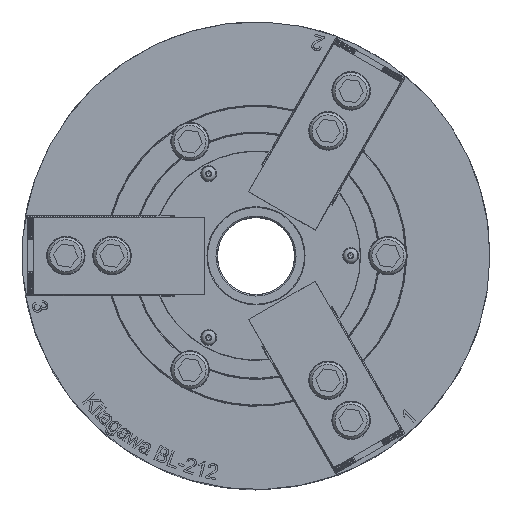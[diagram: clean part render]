
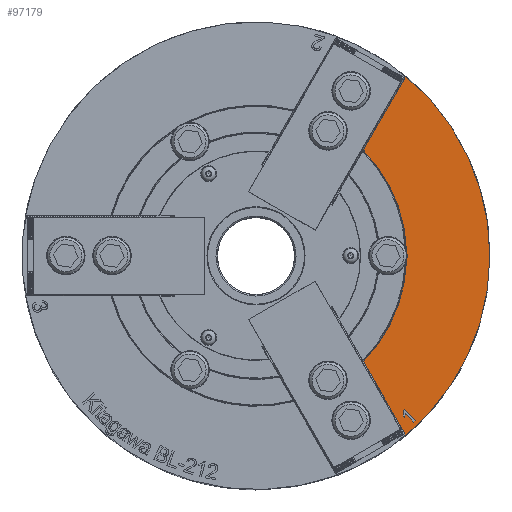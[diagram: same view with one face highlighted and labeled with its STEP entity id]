
A CAD part, top view. The second image highlights one B-rep face of the part: STEP entity #97179.
In plain terms, the highlighted planar face has unit normal (0, 0, 1).
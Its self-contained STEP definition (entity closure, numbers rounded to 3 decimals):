
#113=B_SPLINE_CURVE_WITH_KNOTS('',3,(#143817,#143818,#143819,#143820,#143821,
#143822),.UNSPECIFIED.,.F.,.F.,(4,2,4),(0.,0.499,1.),
 .UNSPECIFIED.);
#114=B_SPLINE_CURVE_WITH_KNOTS('',3,(#143826,#143827,#143828,#143829,#143830,
#143831),.UNSPECIFIED.,.F.,.F.,(4,2,4),(0.,0.5,1.),
 .UNSPECIFIED.);
#6278=LINE('',#142870,#18161);
#6282=LINE('',#142892,#18165);
#6550=LINE('',#143810,#18433);
#6551=LINE('',#143813,#18434);
#6552=LINE('',#143815,#18435);
#6553=LINE('',#143824,#18436);
#6554=LINE('',#143833,#18437);
#6555=LINE('',#143834,#18438);
#6556=LINE('',#143837,#18439);
#18161=VECTOR('',#115583,1000.);
#18165=VECTOR('',#115593,1000.);
#18433=VECTOR('',#116181,1000.);
#18434=VECTOR('',#116182,1000.);
#18435=VECTOR('',#116183,1000.);
#18436=VECTOR('',#116184,1000.);
#18437=VECTOR('',#116185,1000.);
#18438=VECTOR('',#116186,1000.);
#18439=VECTOR('',#116187,1000.);
#35624=ORIENTED_EDGE('',*,*,#60821,.T.);
#35625=ORIENTED_EDGE('',*,*,#60822,.T.);
#35626=ORIENTED_EDGE('',*,*,#60823,.T.);
#35627=ORIENTED_EDGE('',*,*,#60824,.T.);
#35628=ORIENTED_EDGE('',*,*,#60825,.T.);
#35629=ORIENTED_EDGE('',*,*,#60826,.T.);
#35630=ORIENTED_EDGE('',*,*,#60827,.T.);
#35631=ORIENTED_EDGE('',*,*,#60828,.F.);
#35632=ORIENTED_EDGE('',*,*,#60829,.T.);
#35633=ORIENTED_EDGE('',*,*,#60789,.T.);
#35634=ORIENTED_EDGE('',*,*,#60439,.F.);
#35635=ORIENTED_EDGE('',*,*,#60431,.T.);
#35636=ORIENTED_EDGE('',*,*,#60830,.F.);
#35637=ORIENTED_EDGE('',*,*,#60831,.T.);
#35638=ORIENTED_EDGE('',*,*,#60832,.F.);
#60431=EDGE_CURVE('',#73528,#73628,#6278,.T.);
#60439=EDGE_CURVE('',#73528,#73635,#6282,.T.);
#60789=EDGE_CURVE('',#73917,#73635,#80777,.T.);
#60821=EDGE_CURVE('',#73942,#73943,#6550,.T.);
#60822=EDGE_CURVE('',#73943,#73944,#6551,.T.);
#60823=EDGE_CURVE('',#73944,#73945,#6552,.T.);
#60824=EDGE_CURVE('',#73945,#73946,#113,.T.);
#60825=EDGE_CURVE('',#73946,#73947,#6553,.T.);
#60826=EDGE_CURVE('',#73947,#73948,#114,.T.);
#60827=EDGE_CURVE('',#73948,#73942,#6554,.T.);
#60828=EDGE_CURVE('',#73949,#73950,#6555,.T.);
#60829=EDGE_CURVE('',#73949,#73917,#6556,.T.);
#60830=EDGE_CURVE('',#73951,#73628,#80794,.T.);
#60831=EDGE_CURVE('',#73951,#73952,#80795,.T.);
#60832=EDGE_CURVE('',#73950,#73952,#80796,.T.);
#73528=VERTEX_POINT('',#142202);
#73628=VERTEX_POINT('',#142871);
#73635=VERTEX_POINT('',#142893);
#73917=VERTEX_POINT('',#143631);
#73942=VERTEX_POINT('',#143811);
#73943=VERTEX_POINT('',#143812);
#73944=VERTEX_POINT('',#143814);
#73945=VERTEX_POINT('',#143816);
#73946=VERTEX_POINT('',#143823);
#73947=VERTEX_POINT('',#143825);
#73948=VERTEX_POINT('',#143832);
#73949=VERTEX_POINT('',#143835);
#73950=VERTEX_POINT('',#143836);
#73951=VERTEX_POINT('',#143839);
#73952=VERTEX_POINT('',#143841);
#80777=CIRCLE('',#102717,152.);
#80794=CIRCLE('',#102741,97.9);
#80795=CIRCLE('',#102742,12.5);
#80796=CIRCLE('',#102743,97.9);
#83623=EDGE_LOOP('',(#35624,#35625,#35626,#35627,#35628,#35629,#35630));
#83624=EDGE_LOOP('',(#35631,#35632,#35633,#35634,#35635,#35636,#35637,#35638));
#88853=FACE_BOUND('',#83623,.T.);
#88854=FACE_BOUND('',#83624,.T.);
#93583=PLANE('',#102740);
#97179=ADVANCED_FACE('',(#88853,#88854),#93583,.F.);
#102717=AXIS2_PLACEMENT_3D('',#143630,#116127,#116128);
#102740=AXIS2_PLACEMENT_3D('',#143809,#116179,#116180);
#102741=AXIS2_PLACEMENT_3D('',#143838,#116188,#116189);
#102742=AXIS2_PLACEMENT_3D('',#143840,#116190,#116191);
#102743=AXIS2_PLACEMENT_3D('',#143842,#116192,#116193);
#115583=DIRECTION('',(-0.5,-0.866,0.));
#115593=DIRECTION('',(0.5,0.866,0.));
#116127=DIRECTION('',(0.,0.,1.));
#116128=DIRECTION('',(1.,0.,0.));
#116179=DIRECTION('',(0.,0.,-1.));
#116180=DIRECTION('',(-1.,0.,0.));
#116181=DIRECTION('',(0.688,-0.726,0.));
#116182=DIRECTION('',(-0.726,-0.688,0.));
#116183=DIRECTION('',(-0.688,0.726,0.));
#116184=DIRECTION('',(-0.688,0.726,0.));
#116185=DIRECTION('',(0.726,0.688,0.));
#116186=DIRECTION('',(-0.5,0.866,0.));
#116187=DIRECTION('',(0.5,-0.866,0.));
#116188=DIRECTION('',(0.,0.,1.));
#116189=DIRECTION('',(1.,0.,0.));
#116190=DIRECTION('',(0.,0.,-1.));
#116191=DIRECTION('',(-1.,0.,0.));
#116192=DIRECTION('',(0.,0.,1.));
#116193=DIRECTION('',(1.,0.,0.));
#142202=CARTESIAN_POINT('',(96.693,115.478,0.));
#142870=CARTESIAN_POINT('',(27.693,-4.034,0.));
#142871=CARTESIAN_POINT('',(69.709,68.739,0.));
#142892=CARTESIAN_POINT('',(36.017,10.383,0.));
#142893=CARTESIAN_POINT('',(97.397,116.696,0.));
#143630=CARTESIAN_POINT('',(0.,0.,0.));
#143631=CARTESIAN_POINT('',(97.397,-116.696,0.));
#143809=CARTESIAN_POINT('',(-152.,0.,0.));
#143810=CARTESIAN_POINT('',(99.955,-103.638,0.));
#143811=CARTESIAN_POINT('',(96.503,-99.993,0.));
#143812=CARTESIAN_POINT('',(103.407,-107.284,0.));
#143813=CARTESIAN_POINT('',(102.961,-107.706,0.));
#143814=CARTESIAN_POINT('',(102.515,-108.128,0.));
#143815=CARTESIAN_POINT('',(99.826,-105.288,0.));
#143816=CARTESIAN_POINT('',(97.136,-102.447,0.));
#143817=CARTESIAN_POINT('',(97.136,-102.447,0.));
#143818=CARTESIAN_POINT('',(97.114,-102.856,0.));
#143819=CARTESIAN_POINT('',(97.027,-103.326,0.));
#143820=CARTESIAN_POINT('',(96.716,-104.397,0.));
#143821=CARTESIAN_POINT('',(96.55,-104.845,0.));
#143822=CARTESIAN_POINT('',(96.37,-105.21,0.));
#143823=CARTESIAN_POINT('',(96.37,-105.21,0.));
#143824=CARTESIAN_POINT('',(95.962,-104.779,0.));
#143825=CARTESIAN_POINT('',(95.554,-104.348,0.));
#143826=CARTESIAN_POINT('',(95.554,-104.348,0.));
#143827=CARTESIAN_POINT('',(95.83,-103.642,0.));
#143828=CARTESIAN_POINT('',(95.997,-102.945,0.));
#143829=CARTESIAN_POINT('',(96.114,-101.573,0.));
#143830=CARTESIAN_POINT('',(96.07,-100.998,0.));
#143831=CARTESIAN_POINT('',(95.927,-100.538,0.));
#143832=CARTESIAN_POINT('',(95.927,-100.538,0.));
#143833=CARTESIAN_POINT('',(96.215,-100.265,0.));
#143834=CARTESIAN_POINT('',(27.693,4.034,0.));
#143835=CARTESIAN_POINT('',(96.693,-115.478,0.));
#143836=CARTESIAN_POINT('',(69.709,-68.739,0.));
#143837=CARTESIAN_POINT('',(36.017,-10.383,0.));
#143838=CARTESIAN_POINT('',(0.,0.,0.));
#143839=CARTESIAN_POINT('',(97.853,3.026,0.));
#143840=CARTESIAN_POINT('',(85.725,0.,0.));
#143841=CARTESIAN_POINT('',(97.853,-3.026,0.));
#143842=CARTESIAN_POINT('',(0.,0.,0.));
